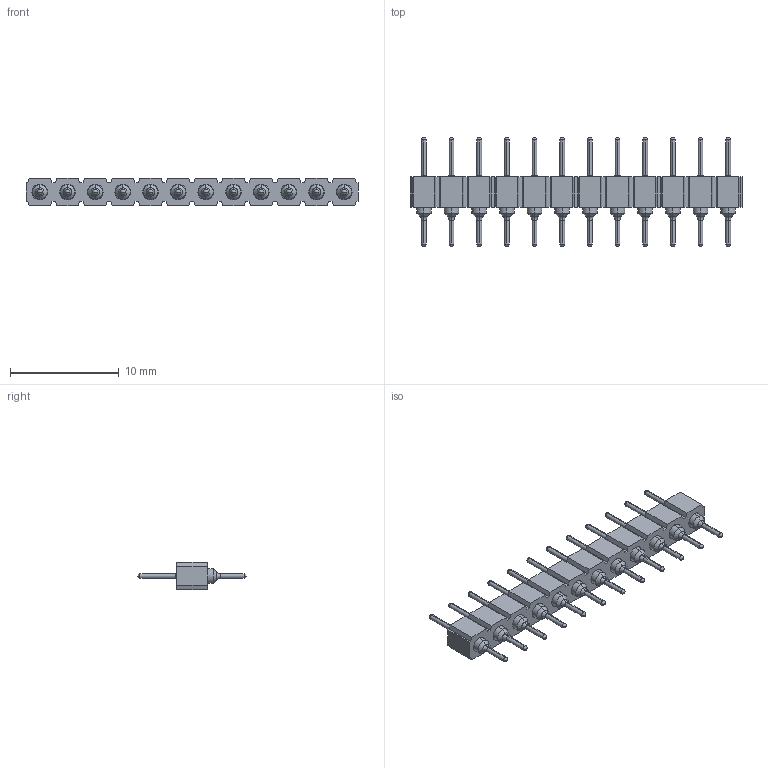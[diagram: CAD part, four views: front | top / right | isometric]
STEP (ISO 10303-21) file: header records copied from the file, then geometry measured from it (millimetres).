
FILE_DESCRIPTION (( 'STEP AP214' ), '1' );
FILE_NAME ('mill-max-350-10-112-00-006000.STEP', '2022-02-09T01:09:56', ( '' ), ( '' ), 'SwSTEP 2.0', 'SolidWorks 2021', '' );
FILE_SCHEMA (( 'AUTOMOTIVE_DESIGN' ));
Length unit declared in the file: inch
Products named in the file (3): P3XX-11-010-00-000000_P312-11-010-00-000000; mill-max-350-10-112-00-006000; 3404_3404-0-00-15-00-00-03-0
Assembly tree (13 placements, depth 2):
  mill-max-350-10-112-00-006000
    P3XX-11-010-00-000000_P312-11-010-00-000000
    3404_3404-0-00-15-00-00-03-0  x12
Bounding box: 30.48 x 10.01 x 2.54 mm (x, y, z)
Volume: 221.5 mm3; surface area: 855.5 mm2
Topology: 13 solids, 13 shells, 462 faces, 1116 edges, 680 vertices
Faces by surface type: cylinder 168, plane 150, cone 48, torus 48, sphere 48
Entity records: 8023 total; most frequent: DIRECTION 1036, CARTESIAN_POINT 1027, ORIENTED_EDGE 992, EDGE_CURVE 496, LINE 362, VECTOR 362, AXIS2_PLACEMENT_3D 337, VERTEX_POINT 328
